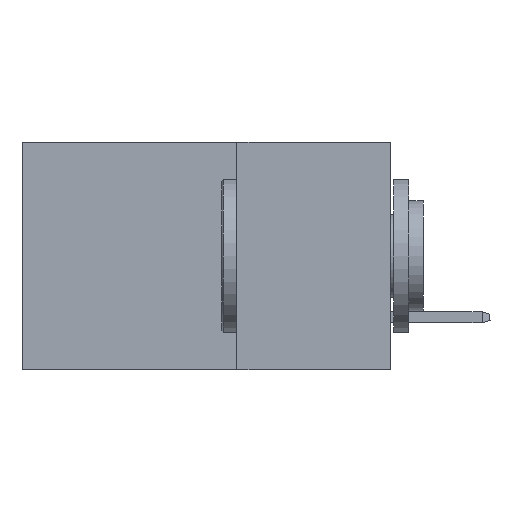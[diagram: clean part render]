
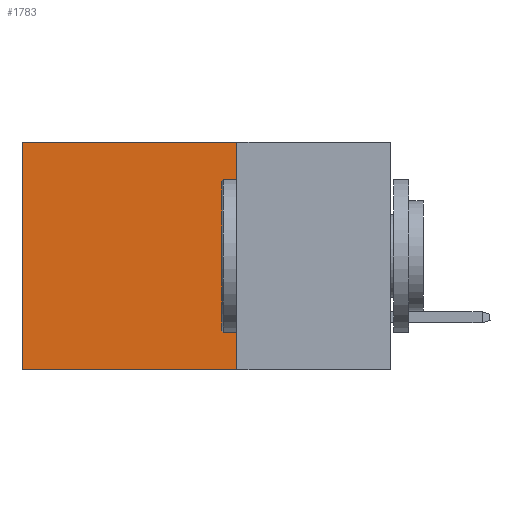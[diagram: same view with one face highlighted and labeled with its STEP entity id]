
A CAD part, left-side view. The second image highlights one B-rep face of the part: STEP entity #1783.
In plain terms, the highlighted planar face has unit normal (-1, 0, 0).
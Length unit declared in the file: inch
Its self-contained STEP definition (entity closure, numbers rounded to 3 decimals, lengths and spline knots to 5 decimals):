
#1658 = AXIS2_PLACEMENT_3D ( 'NONE', #9532, #8741, #7800 ) ;
#1783 = ADVANCED_FACE ( 'NONE', ( #6993 ), #7942, .F. ) ;
#1902 = VERTEX_POINT ( 'NONE', #12357 ) ;
#2269 = CARTESIAN_POINT ( 'NONE',  ( 0.2875, 0.6, -0.37 ) ) ;
#2378 = ORIENTED_EDGE ( 'NONE', *, *, #6060, .T. ) ;
#2624 = ORIENTED_EDGE ( 'NONE', *, *, #7331, .T. ) ;
#2753 = DIRECTION ( 'NONE',  ( 0., 1., 0. ) ) ;
#2887 = CARTESIAN_POINT ( 'NONE',  ( 0.2875, 0.25, 0. ) ) ;
#3806 = VERTEX_POINT ( 'NONE', #7957 ) ;
#4091 = VECTOR ( 'NONE', #15185, 39.37008 ) ;
#4269 = DIRECTION ( 'NONE',  ( 0., 0., -1. ) ) ;
#6060 = EDGE_CURVE ( 'NONE', #1902, #7633, #15268, .T. ) ;
#6298 = VERTEX_POINT ( 'NONE', #2269 ) ;
#6852 = EDGE_LOOP ( 'NONE', ( #2624, #12443, #14452, #2378 ) ) ;
#6993 = FACE_OUTER_BOUND ( 'NONE', #6852, .T. ) ;
#7331 = EDGE_CURVE ( 'NONE', #7633, #6298, #9232, .T. ) ;
#7599 = LINE ( 'NONE', #7945, #4091 ) ;
#7633 = VERTEX_POINT ( 'NONE', #8728 ) ;
#7800 = DIRECTION ( 'NONE',  ( 0., 0., -1. ) ) ;
#7850 = EDGE_CURVE ( 'NONE', #1902, #3806, #7599, .T. ) ;
#7942 = PLANE ( 'NONE',  #1658 ) ;
#7945 = CARTESIAN_POINT ( 'NONE',  ( 0.2875, 0.25, 0. ) ) ;
#7957 = CARTESIAN_POINT ( 'NONE',  ( 0.2875, 0.25, -0.37 ) ) ;
#8318 = DIRECTION ( 'NONE',  ( 0., 1., 0. ) ) ;
#8728 = CARTESIAN_POINT ( 'NONE',  ( 0.2875, 0.6, 0. ) ) ;
#8741 = DIRECTION ( 'NONE',  ( 1., 0., 0. ) ) ;
#8817 = VECTOR ( 'NONE', #4269, 39.37008 ) ;
#8875 = VECTOR ( 'NONE', #2753, 39.37008 ) ;
#9232 = LINE ( 'NONE', #15411, #8817 ) ;
#9532 = CARTESIAN_POINT ( 'NONE',  ( 0.2875, 0.25, 0. ) ) ;
#9557 = CARTESIAN_POINT ( 'NONE',  ( 0.2875, 0.25, -0.37 ) ) ;
#9737 = LINE ( 'NONE', #9557, #12247 ) ;
#12247 = VECTOR ( 'NONE', #8318, 39.37008 ) ;
#12357 = CARTESIAN_POINT ( 'NONE',  ( 0.2875, 0.25, 0. ) ) ;
#12443 = ORIENTED_EDGE ( 'NONE', *, *, #14238, .F. ) ;
#14238 = EDGE_CURVE ( 'NONE', #3806, #6298, #9737, .T. ) ;
#14452 = ORIENTED_EDGE ( 'NONE', *, *, #7850, .F. ) ;
#15185 = DIRECTION ( 'NONE',  ( 0., 0., -1. ) ) ;
#15268 = LINE ( 'NONE', #2887, #8875 ) ;
#15411 = CARTESIAN_POINT ( 'NONE',  ( 0.2875, 0.6, 0. ) ) ;
